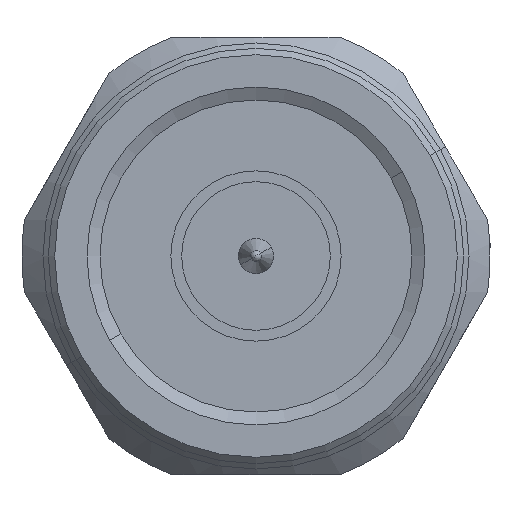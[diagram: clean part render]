
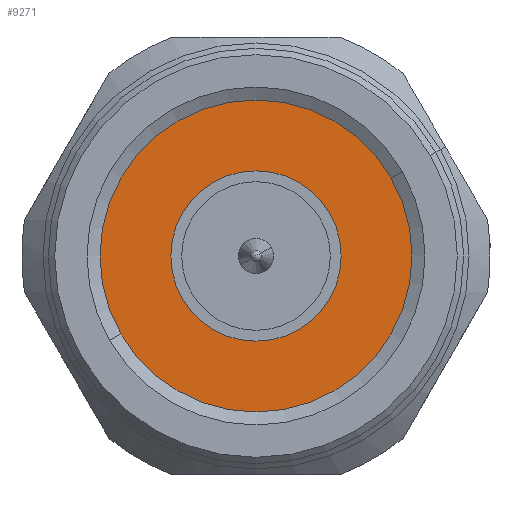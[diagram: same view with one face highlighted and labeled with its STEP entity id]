
A CAD part, left-side view. The second image highlights one B-rep face of the part: STEP entity #9271.
In plain terms, the highlighted planar face has unit normal (-1, 0, 0).
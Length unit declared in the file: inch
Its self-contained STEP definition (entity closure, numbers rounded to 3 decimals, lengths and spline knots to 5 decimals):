
#152 = CARTESIAN_POINT ( 'NONE',  ( 0.41653, 0., 0. ) ) ;
#427 = DIRECTION ( 'NONE',  ( 1., 0., 0. ) ) ;
#1156 = CIRCLE ( 'NONE', #15984, 0.15748 ) ;
#1224 = DIRECTION ( 'NONE',  ( 0., 0., 1. ) ) ;
#1521 = CARTESIAN_POINT ( 'NONE',  ( 0.41653, 0., 0. ) ) ;
#2199 = ORIENTED_EDGE ( 'NONE', *, *, #12911, .F. ) ;
#2252 = EDGE_LOOP ( 'NONE', ( #11988, #3397 ) ) ;
#2344 = DIRECTION ( 'NONE',  ( 1., 0., 0. ) ) ;
#3397 = ORIENTED_EDGE ( 'NONE', *, *, #23865, .T. ) ;
#3636 = DIRECTION ( 'NONE',  ( 1., 0., 0. ) ) ;
#3962 = VERTEX_POINT ( 'NONE', #8048 ) ;
#4041 = DIRECTION ( 'NONE',  ( 0., 0., -1. ) ) ;
#4495 = CARTESIAN_POINT ( 'NONE',  ( 0.41653, 0., -0.15748 ) ) ;
#4588 = CARTESIAN_POINT ( 'NONE',  ( 0.41653, 0., 0. ) ) ;
#6772 = DIRECTION ( 'NONE',  ( 0., 0., -1. ) ) ;
#8048 = CARTESIAN_POINT ( 'NONE',  ( 0.41653, 0., 0.34395 ) ) ;
#8906 = DIRECTION ( 'NONE',  ( 1., 0., 0. ) ) ;
#9271 = ADVANCED_FACE ( 'NONE', ( #24717, #22465 ), #26988, .T. ) ;
#10609 = CARTESIAN_POINT ( 'NONE',  ( 0.41653, 0., 0.15748 ) ) ;
#11988 = ORIENTED_EDGE ( 'NONE', *, *, #21341, .T. ) ;
#12502 = AXIS2_PLACEMENT_3D ( 'NONE', #152, #8906, #15362 ) ;
#12911 = EDGE_CURVE ( 'NONE', #25391, #3962, #14731, .T. ) ;
#12914 = VERTEX_POINT ( 'NONE', #10609 ) ;
#14731 = CIRCLE ( 'NONE', #12502, 0.34395 ) ;
#15130 = AXIS2_PLACEMENT_3D ( 'NONE', #24583, #20760, #1224 ) ;
#15362 = DIRECTION ( 'NONE',  ( 0., 0., -1. ) ) ;
#15984 = AXIS2_PLACEMENT_3D ( 'NONE', #23658, #427, #6772 ) ;
#16434 = DIRECTION ( 'NONE',  ( 0., 0., -1. ) ) ;
#19192 = VERTEX_POINT ( 'NONE', #4495 ) ;
#20125 = EDGE_LOOP ( 'NONE', ( #2199, #22851 ) ) ;
#20760 = DIRECTION ( 'NONE',  ( -1., 0., 0. ) ) ;
#21341 = EDGE_CURVE ( 'NONE', #19192, #12914, #25365, .T. ) ;
#22202 = AXIS2_PLACEMENT_3D ( 'NONE', #1521, #3636, #16434 ) ;
#22465 = FACE_OUTER_BOUND ( 'NONE', #20125, .T. ) ;
#22851 = ORIENTED_EDGE ( 'NONE', *, *, #25302, .F. ) ;
#23647 = CIRCLE ( 'NONE', #27711, 0.34395 ) ;
#23658 = CARTESIAN_POINT ( 'NONE',  ( 0.41653, 0., 0. ) ) ;
#23865 = EDGE_CURVE ( 'NONE', #12914, #19192, #1156, .T. ) ;
#24165 = CARTESIAN_POINT ( 'NONE',  ( 0.41653, 0., -0.34395 ) ) ;
#24583 = CARTESIAN_POINT ( 'NONE',  ( 0.41653, 0.34395, 0. ) ) ;
#24717 = FACE_BOUND ( 'NONE', #2252, .T. ) ;
#25302 = EDGE_CURVE ( 'NONE', #3962, #25391, #23647, .T. ) ;
#25365 = CIRCLE ( 'NONE', #22202, 0.15748 ) ;
#25391 = VERTEX_POINT ( 'NONE', #24165 ) ;
#26988 = PLANE ( 'NONE',  #15130 ) ;
#27711 = AXIS2_PLACEMENT_3D ( 'NONE', #4588, #2344, #4041 ) ;
